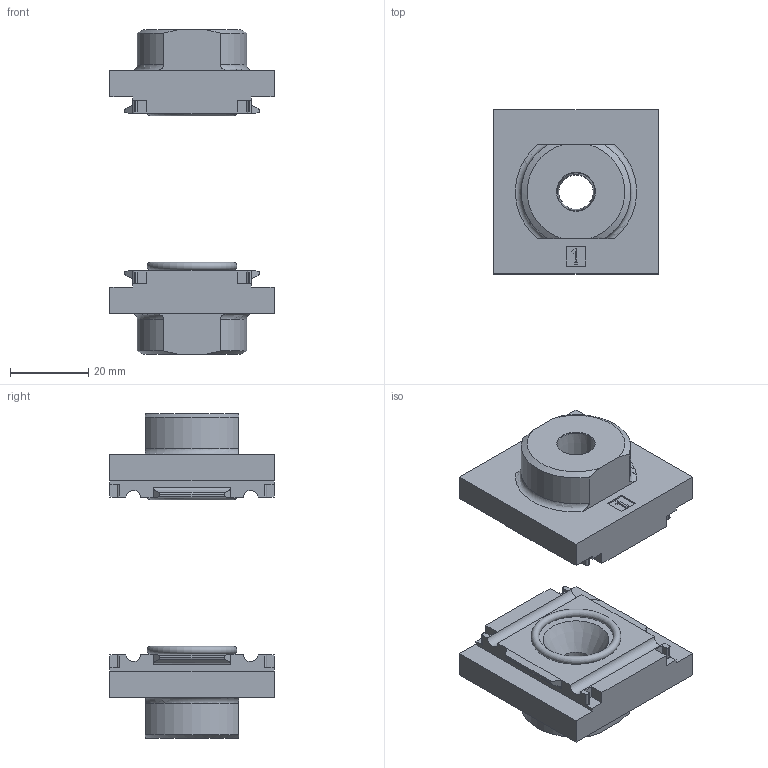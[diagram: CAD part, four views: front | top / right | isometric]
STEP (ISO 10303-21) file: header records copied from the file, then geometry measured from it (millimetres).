
FILE_DESCRIPTION(/* description */ ('STEP AP214'),/* implementation_level */ '2;1');
FILE_NAME(/* name */ '526065_MS4N-AQK',/* time_stamp */ '2024-09-09T19:47:44+02:00',/* author */ ('License CC BY-ND 4.0'),/* organization */ ('CADENAS'),/* preprocessor_version */ 'ST-DEVELOPER v19.3',/* originating_system */ 'PARTsolutions',/* authorisation */ ' ');
FILE_SCHEMA (('AUTOMOTIVE_DESIGN {1 0 10303 214 3 1 1}'));
Length unit declared in the file: millimetre
Products named in the file (4): 526065 MS4N-AQK; 526065 MS4-AQK--pr(1101); 526065 MS4-AQK--pr(0101); 228525 B-19x2-N-NBR70
Assembly tree (4 placements, depth 2):
  526065 MS4N-AQK
    526065 MS4-AQK--pr(1101)
    526065 MS4-AQK--pr(0101)
    228525 B-19x2-N-NBR70  x2
Bounding box: 42 x 42 x 83 mm (x, y, z)
Volume: 41671 mm3; surface area: 14499.1 mm2
Topology: 4 solids, 4 shells, 177 faces, 496 edges, 330 vertices
Faces by surface type: plane 123, cylinder 38, cone 10, torus 6
Full cylindrical faces by diameter (mm): 22.5 x1
Entity records: 5719 total; most frequent: CARTESIAN_POINT 1059, ORIENTED_EDGE 962, DIRECTION 919, EDGE_CURVE 481, LINE 373, VECTOR 373, VERTEX_POINT 325, AXIS2_PLACEMENT_3D 273
